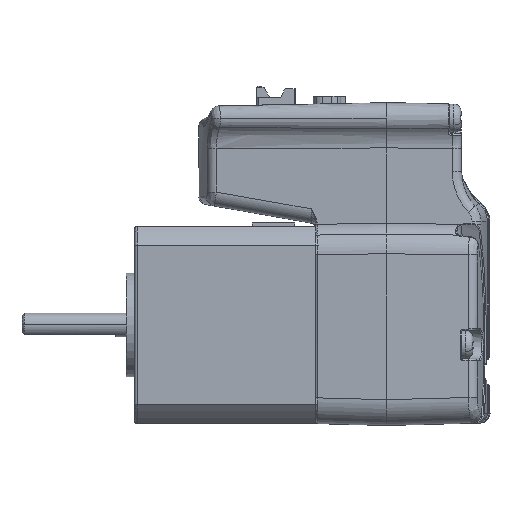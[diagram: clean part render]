
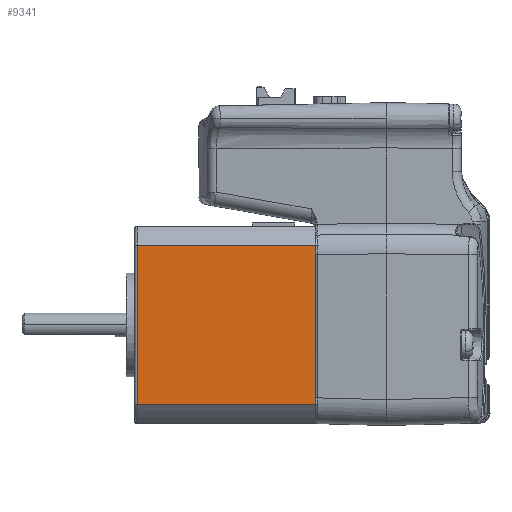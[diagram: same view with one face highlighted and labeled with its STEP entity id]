
A CAD part, left-side view. The second image highlights one B-rep face of the part: STEP entity #9341.
In plain terms, the highlighted planar face has unit normal (-1, 0, 0).
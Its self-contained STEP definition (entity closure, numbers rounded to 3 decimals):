
#9341=ADVANCED_FACE('     F63',(#19824),#19825,.T.);
#19824=FACE_OUTER_BOUND('',#45534,.T.);
#19825=PLANE('',#45535);
#45534=EDGE_LOOP('',(#70478,#70479,#70480,#70481));
#45535=AXIS2_PLACEMENT_3D('',#70482,#70483,#70484);
#70478=ORIENTED_EDGE('',*,*,#84366,.T.);
#70479=ORIENTED_EDGE('',*,*,#84689,.F.);
#70480=ORIENTED_EDGE('',*,*,#78494,.T.);
#70481=ORIENTED_EDGE('',*,*,#84140,.T.);
#70482=CARTESIAN_POINT('',(117.738,-0.5,-16.971));
#70483=DIRECTION('',(-1.0,0.0,0.0));
#70484=DIRECTION('',(0.0,0.,1.0));
#78494=EDGE_CURVE('',#86533,#86531,#86534,.F.);
#84140=EDGE_CURVE('',#86531,#95149,#95151,.F.);
#84366=EDGE_CURVE('',#95149,#95448,#95450,.T.);
#84689=EDGE_CURVE('',#86533,#95448,#95832,.F.);
#86531=VERTEX_POINT('',#98189);
#86533=VERTEX_POINT('',#98196);
#86534=LINE('',#98197,#98198);
#95149=VERTEX_POINT('',#113968);
#95151=LINE('',#113970,#113971);
#95448=VERTEX_POINT('',#114483);
#95450=LINE('',#114490,#114491);
#95832=LINE('',#115136,#115137);
#98189=CARTESIAN_POINT('',(117.738,38.,-16.971));
#98196=CARTESIAN_POINT('',(117.738,38.,16.971));
#98197=CARTESIAN_POINT('',(117.738,38.,-16.971));
#98198=VECTOR('',#118387,1000.0);
#113968=CARTESIAN_POINT('',(117.738,0.,-16.971));
#113970=CARTESIAN_POINT('',(117.738,-0.5,-16.971));
#113971=VECTOR('',#124957,1000.0);
#114483=CARTESIAN_POINT('',(117.738,0.,16.971));
#114490=CARTESIAN_POINT('',(117.738,0.,-16.971));
#114491=VECTOR('',#125151,1000.0);
#115136=CARTESIAN_POINT('',(117.738,-0.5,16.971));
#115137=VECTOR('',#125427,1000.0);
#118387=DIRECTION('',(0.0,0.,1.0));
#124957=DIRECTION('',(0.0,1.0,0.));
#125151=DIRECTION('',(0.0,0.,1.0));
#125427=DIRECTION('',(0.0,1.0,0.));
